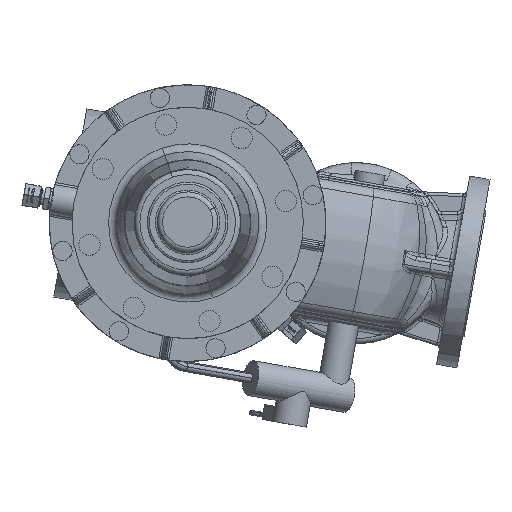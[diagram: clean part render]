
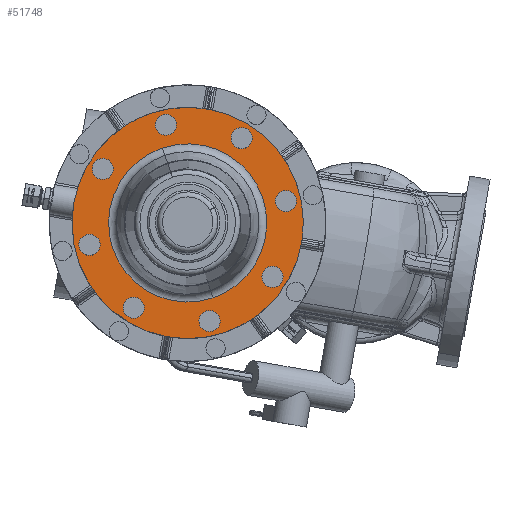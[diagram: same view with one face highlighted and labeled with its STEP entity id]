
A CAD part, top view. The second image highlights one B-rep face of the part: STEP entity #51748.
In plain terms, the highlighted planar face has unit normal (0, 0, 1).
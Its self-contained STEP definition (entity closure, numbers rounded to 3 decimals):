
#51471=CARTESIAN_POINT('Vertex',(-150.756,-126.544,330.)) ;
#51476=CARTESIAN_POINT('Axis2P3D Location',(-95.622,-25.622,330.)) ;
#51480=CARTESIAN_POINT('Vertex',(-196.544,-80.756,330.)) ;
#51511=CARTESIAN_POINT('Vertex',(-40.488,75.3,330.)) ;
#51521=CARTESIAN_POINT('Axis2P3D Location',(-95.622,-25.622,330.)) ;
#51549=CARTESIAN_POINT('Vertex',(5.3,29.512,330.)) ;
#51552=CARTESIAN_POINT('Axis2P3D Location',(-95.622,-25.622,330.)) ;
#51564=CARTESIAN_POINT('Axis2P3D Location',(-174.26,-25.622,330.)) ;
#51570=CARTESIAN_POINT('Control Point',(-40.488,75.3,330.)) ;
#51571=CARTESIAN_POINT('Control Point',(-37.053,73.423,330.)) ;
#51572=CARTESIAN_POINT('Control Point',(-33.697,71.401,330.)) ;
#51573=CARTESIAN_POINT('Control Point',(-30.43,69.236,330.)) ;
#51574=CARTESIAN_POINT('Control Point',(-19.794,61.519,330.)) ;
#51575=CARTESIAN_POINT('Control Point',(-10.322,52.334,330.)) ;
#51576=CARTESIAN_POINT('Control Point',(-4.344,45.241,330.)) ;
#51577=CARTESIAN_POINT('Control Point',(0.883,37.598,330.)) ;
#51578=CARTESIAN_POINT('Control Point',(5.3,29.512,330.)) ;
#51586=CARTESIAN_POINT('Axis2P3D Location',(-57.353,66.766,330.)) ;
#51590=CARTESIAN_POINT('Vertex',(-46.853,66.766,330.)) ;
#51592=CARTESIAN_POINT('Vertex',(-67.853,66.766,330.)) ;
#51595=CARTESIAN_POINT('Axis2P3D Location',(-57.353,66.766,330.)) ;
#51604=CARTESIAN_POINT('Axis2P3D Location',(-95.622,-25.622,330.)) ;
#51608=CARTESIAN_POINT('Vertex',(-164.634,-63.323,330.)) ;
#51610=CARTESIAN_POINT('Vertex',(-26.61,12.08,330.)) ;
#51613=CARTESIAN_POINT('Axis2P3D Location',(-95.622,-25.622,330.)) ;
#51622=CARTESIAN_POINT('Axis2P3D Location',(-133.89,66.766,330.)) ;
#51626=CARTESIAN_POINT('Vertex',(-141.315,59.342,330.)) ;
#51628=CARTESIAN_POINT('Vertex',(-126.466,74.191,330.)) ;
#51631=CARTESIAN_POINT('Axis2P3D Location',(-133.89,66.766,330.)) ;
#51640=CARTESIAN_POINT('Axis2P3D Location',(-188.01,12.647,330.)) ;
#51644=CARTESIAN_POINT('Vertex',(-188.01,2.147,330.)) ;
#51646=CARTESIAN_POINT('Vertex',(-188.01,23.147,330.)) ;
#51649=CARTESIAN_POINT('Axis2P3D Location',(-188.01,12.647,330.)) ;
#51658=CARTESIAN_POINT('Axis2P3D Location',(-188.01,-63.89,330.)) ;
#51662=CARTESIAN_POINT('Vertex',(-180.585,-71.315,330.)) ;
#51664=CARTESIAN_POINT('Vertex',(-195.434,-56.466,330.)) ;
#51667=CARTESIAN_POINT('Axis2P3D Location',(-188.01,-63.89,330.)) ;
#51676=CARTESIAN_POINT('Axis2P3D Location',(-133.89,-118.01,330.)) ;
#51680=CARTESIAN_POINT('Vertex',(-123.39,-118.01,330.)) ;
#51682=CARTESIAN_POINT('Vertex',(-144.39,-118.01,330.)) ;
#51685=CARTESIAN_POINT('Axis2P3D Location',(-133.89,-118.01,330.)) ;
#51694=CARTESIAN_POINT('Axis2P3D Location',(-57.353,-118.01,330.)) ;
#51698=CARTESIAN_POINT('Vertex',(-49.929,-110.585,330.)) ;
#51700=CARTESIAN_POINT('Vertex',(-64.778,-125.434,330.)) ;
#51703=CARTESIAN_POINT('Axis2P3D Location',(-57.353,-118.01,330.)) ;
#51712=CARTESIAN_POINT('Axis2P3D Location',(-3.234,-63.89,330.)) ;
#51716=CARTESIAN_POINT('Vertex',(-3.234,-53.39,330.)) ;
#51718=CARTESIAN_POINT('Vertex',(-3.234,-74.39,330.)) ;
#51721=CARTESIAN_POINT('Axis2P3D Location',(-3.234,-63.89,330.)) ;
#51730=CARTESIAN_POINT('Axis2P3D Location',(-3.234,12.647,330.)) ;
#51734=CARTESIAN_POINT('Vertex',(-10.658,20.071,330.)) ;
#51736=CARTESIAN_POINT('Vertex',(4.191,5.222,330.)) ;
#51739=CARTESIAN_POINT('Axis2P3D Location',(-3.234,12.647,330.)) ;
#51477=DIRECTION('Axis2P3D Direction',(0.,0.,-1.)) ;
#51522=DIRECTION('Axis2P3D Direction',(-0.,0.,-1.)) ;
#51553=DIRECTION('Axis2P3D Direction',(0.,0.,-1.)) ;
#51565=DIRECTION('Axis2P3D Direction',(-0.,0.,1.)) ;
#51566=DIRECTION('Axis2P3D XDirection',(0.,-1.,0.)) ;
#51587=DIRECTION('Axis2P3D Direction',(-0.,0.,1.)) ;
#51596=DIRECTION('Axis2P3D Direction',(-0.,0.,1.)) ;
#51605=DIRECTION('Axis2P3D Direction',(-0.,0.,1.)) ;
#51614=DIRECTION('Axis2P3D Direction',(-0.,0.,1.)) ;
#51623=DIRECTION('Axis2P3D Direction',(-0.,0.,1.)) ;
#51632=DIRECTION('Axis2P3D Direction',(-0.,0.,1.)) ;
#51641=DIRECTION('Axis2P3D Direction',(-0.,0.,1.)) ;
#51650=DIRECTION('Axis2P3D Direction',(-0.,0.,1.)) ;
#51659=DIRECTION('Axis2P3D Direction',(-0.,0.,1.)) ;
#51668=DIRECTION('Axis2P3D Direction',(-0.,0.,1.)) ;
#51677=DIRECTION('Axis2P3D Direction',(-0.,0.,1.)) ;
#51686=DIRECTION('Axis2P3D Direction',(-0.,0.,1.)) ;
#51695=DIRECTION('Axis2P3D Direction',(-0.,0.,1.)) ;
#51704=DIRECTION('Axis2P3D Direction',(-0.,0.,1.)) ;
#51713=DIRECTION('Axis2P3D Direction',(-0.,0.,1.)) ;
#51722=DIRECTION('Axis2P3D Direction',(-0.,0.,1.)) ;
#51731=DIRECTION('Axis2P3D Direction',(-0.,0.,1.)) ;
#51740=DIRECTION('Axis2P3D Direction',(-0.,0.,1.)) ;
#51478=AXIS2_PLACEMENT_3D('Circle Axis2P3D',#51476,#51477,$) ;
#51523=AXIS2_PLACEMENT_3D('Circle Axis2P3D',#51521,#51522,$) ;
#51554=AXIS2_PLACEMENT_3D('Circle Axis2P3D',#51552,#51553,$) ;
#51567=AXIS2_PLACEMENT_3D('Plane Axis2P3D',#51564,#51565,#51566) ;
#51588=AXIS2_PLACEMENT_3D('Circle Axis2P3D',#51586,#51587,$) ;
#51597=AXIS2_PLACEMENT_3D('Circle Axis2P3D',#51595,#51596,$) ;
#51606=AXIS2_PLACEMENT_3D('Circle Axis2P3D',#51604,#51605,$) ;
#51615=AXIS2_PLACEMENT_3D('Circle Axis2P3D',#51613,#51614,$) ;
#51624=AXIS2_PLACEMENT_3D('Circle Axis2P3D',#51622,#51623,$) ;
#51633=AXIS2_PLACEMENT_3D('Circle Axis2P3D',#51631,#51632,$) ;
#51642=AXIS2_PLACEMENT_3D('Circle Axis2P3D',#51640,#51641,$) ;
#51651=AXIS2_PLACEMENT_3D('Circle Axis2P3D',#51649,#51650,$) ;
#51660=AXIS2_PLACEMENT_3D('Circle Axis2P3D',#51658,#51659,$) ;
#51669=AXIS2_PLACEMENT_3D('Circle Axis2P3D',#51667,#51668,$) ;
#51678=AXIS2_PLACEMENT_3D('Circle Axis2P3D',#51676,#51677,$) ;
#51687=AXIS2_PLACEMENT_3D('Circle Axis2P3D',#51685,#51686,$) ;
#51696=AXIS2_PLACEMENT_3D('Circle Axis2P3D',#51694,#51695,$) ;
#51705=AXIS2_PLACEMENT_3D('Circle Axis2P3D',#51703,#51704,$) ;
#51714=AXIS2_PLACEMENT_3D('Circle Axis2P3D',#51712,#51713,$) ;
#51723=AXIS2_PLACEMENT_3D('Circle Axis2P3D',#51721,#51722,$) ;
#51732=AXIS2_PLACEMENT_3D('Circle Axis2P3D',#51730,#51731,$) ;
#51741=AXIS2_PLACEMENT_3D('Circle Axis2P3D',#51739,#51740,$) ;
#51581=ORIENTED_EDGE('',*,*,#51579,.T.) ;
#51582=ORIENTED_EDGE('',*,*,#51525,.T.) ;
#51583=ORIENTED_EDGE('',*,*,#51482,.T.) ;
#51584=ORIENTED_EDGE('',*,*,#51556,.T.) ;
#51601=ORIENTED_EDGE('',*,*,#51594,.F.) ;
#51602=ORIENTED_EDGE('',*,*,#51599,.F.) ;
#51619=ORIENTED_EDGE('',*,*,#51612,.F.) ;
#51620=ORIENTED_EDGE('',*,*,#51617,.F.) ;
#51637=ORIENTED_EDGE('',*,*,#51630,.F.) ;
#51638=ORIENTED_EDGE('',*,*,#51635,.F.) ;
#51655=ORIENTED_EDGE('',*,*,#51648,.F.) ;
#51656=ORIENTED_EDGE('',*,*,#51653,.F.) ;
#51673=ORIENTED_EDGE('',*,*,#51666,.F.) ;
#51674=ORIENTED_EDGE('',*,*,#51671,.F.) ;
#51691=ORIENTED_EDGE('',*,*,#51684,.F.) ;
#51692=ORIENTED_EDGE('',*,*,#51689,.F.) ;
#51709=ORIENTED_EDGE('',*,*,#51702,.F.) ;
#51710=ORIENTED_EDGE('',*,*,#51707,.F.) ;
#51727=ORIENTED_EDGE('',*,*,#51720,.F.) ;
#51728=ORIENTED_EDGE('',*,*,#51725,.F.) ;
#51745=ORIENTED_EDGE('',*,*,#51738,.F.) ;
#51746=ORIENTED_EDGE('',*,*,#51743,.F.) ;
#51603=FACE_BOUND('',#51600,.T.) ;
#51621=FACE_BOUND('',#51618,.T.) ;
#51639=FACE_BOUND('',#51636,.T.) ;
#51657=FACE_BOUND('',#51654,.T.) ;
#51675=FACE_BOUND('',#51672,.T.) ;
#51693=FACE_BOUND('',#51690,.T.) ;
#51711=FACE_BOUND('',#51708,.T.) ;
#51729=FACE_BOUND('',#51726,.T.) ;
#51747=FACE_BOUND('',#51744,.T.) ;
#51748=ADVANCED_FACE('Brep With Voids',(#51585,#51603,#51621,#51639,#51657,#51675,#51693,#51711,#51729,#51747),#51568,.T.) ;
#51569=B_SPLINE_CURVE_WITH_KNOTS('',5,(#51570,#51571,#51572,#51573,#51574,#51575,#51576,#51577,#51578),.UNSPECIFIED.,.F.,.U.,(6,3,6),(418.097,445.777,510.928),.UNSPECIFIED.) ;
#51479=CIRCLE('generated circle',#51478,115.) ;
#51524=CIRCLE('generated circle',#51523,115.) ;
#51555=CIRCLE('generated circle',#51554,115.) ;
#51589=CIRCLE('generated circle',#51588,10.5) ;
#51598=CIRCLE('generated circle',#51597,10.5) ;
#51607=CIRCLE('generated circle',#51606,78.639) ;
#51616=CIRCLE('generated circle',#51615,78.639) ;
#51625=CIRCLE('generated circle',#51624,10.5) ;
#51634=CIRCLE('generated circle',#51633,10.5) ;
#51643=CIRCLE('generated circle',#51642,10.5) ;
#51652=CIRCLE('generated circle',#51651,10.5) ;
#51661=CIRCLE('generated circle',#51660,10.5) ;
#51670=CIRCLE('generated circle',#51669,10.5) ;
#51679=CIRCLE('generated circle',#51678,10.5) ;
#51688=CIRCLE('generated circle',#51687,10.5) ;
#51697=CIRCLE('generated circle',#51696,10.5) ;
#51706=CIRCLE('generated circle',#51705,10.5) ;
#51715=CIRCLE('generated circle',#51714,10.5) ;
#51724=CIRCLE('generated circle',#51723,10.5) ;
#51733=CIRCLE('generated circle',#51732,10.5) ;
#51742=CIRCLE('generated circle',#51741,10.5) ;
#51482=EDGE_CURVE('',#51481,#51472,#51479,.F.) ;
#51525=EDGE_CURVE('',#51512,#51481,#51524,.F.) ;
#51556=EDGE_CURVE('',#51472,#51550,#51555,.F.) ;
#51579=EDGE_CURVE('',#51550,#51512,#51569,.F.) ;
#51594=EDGE_CURVE('',#51591,#51593,#51589,.T.) ;
#51599=EDGE_CURVE('',#51593,#51591,#51598,.T.) ;
#51612=EDGE_CURVE('',#51609,#51611,#51607,.T.) ;
#51617=EDGE_CURVE('',#51611,#51609,#51616,.T.) ;
#51630=EDGE_CURVE('',#51627,#51629,#51625,.T.) ;
#51635=EDGE_CURVE('',#51629,#51627,#51634,.T.) ;
#51648=EDGE_CURVE('',#51645,#51647,#51643,.T.) ;
#51653=EDGE_CURVE('',#51647,#51645,#51652,.T.) ;
#51666=EDGE_CURVE('',#51663,#51665,#51661,.T.) ;
#51671=EDGE_CURVE('',#51665,#51663,#51670,.T.) ;
#51684=EDGE_CURVE('',#51681,#51683,#51679,.T.) ;
#51689=EDGE_CURVE('',#51683,#51681,#51688,.T.) ;
#51702=EDGE_CURVE('',#51699,#51701,#51697,.T.) ;
#51707=EDGE_CURVE('',#51701,#51699,#51706,.T.) ;
#51720=EDGE_CURVE('',#51717,#51719,#51715,.T.) ;
#51725=EDGE_CURVE('',#51719,#51717,#51724,.T.) ;
#51738=EDGE_CURVE('',#51735,#51737,#51733,.T.) ;
#51743=EDGE_CURVE('',#51737,#51735,#51742,.T.) ;
#51580=EDGE_LOOP('',(#51581,#51582,#51583,#51584)) ;
#51600=EDGE_LOOP('',(#51601,#51602)) ;
#51618=EDGE_LOOP('',(#51619,#51620)) ;
#51636=EDGE_LOOP('',(#51637,#51638)) ;
#51654=EDGE_LOOP('',(#51655,#51656)) ;
#51672=EDGE_LOOP('',(#51673,#51674)) ;
#51690=EDGE_LOOP('',(#51691,#51692)) ;
#51708=EDGE_LOOP('',(#51709,#51710)) ;
#51726=EDGE_LOOP('',(#51727,#51728)) ;
#51744=EDGE_LOOP('',(#51745,#51746)) ;
#51585=FACE_OUTER_BOUND('',#51580,.T.) ;
#51568=PLANE('',#51567) ;
#51472=VERTEX_POINT('',#51471) ;
#51481=VERTEX_POINT('',#51480) ;
#51512=VERTEX_POINT('',#51511) ;
#51550=VERTEX_POINT('',#51549) ;
#51591=VERTEX_POINT('',#51590) ;
#51593=VERTEX_POINT('',#51592) ;
#51609=VERTEX_POINT('',#51608) ;
#51611=VERTEX_POINT('',#51610) ;
#51627=VERTEX_POINT('',#51626) ;
#51629=VERTEX_POINT('',#51628) ;
#51645=VERTEX_POINT('',#51644) ;
#51647=VERTEX_POINT('',#51646) ;
#51663=VERTEX_POINT('',#51662) ;
#51665=VERTEX_POINT('',#51664) ;
#51681=VERTEX_POINT('',#51680) ;
#51683=VERTEX_POINT('',#51682) ;
#51699=VERTEX_POINT('',#51698) ;
#51701=VERTEX_POINT('',#51700) ;
#51717=VERTEX_POINT('',#51716) ;
#51719=VERTEX_POINT('',#51718) ;
#51735=VERTEX_POINT('',#51734) ;
#51737=VERTEX_POINT('',#51736) ;
